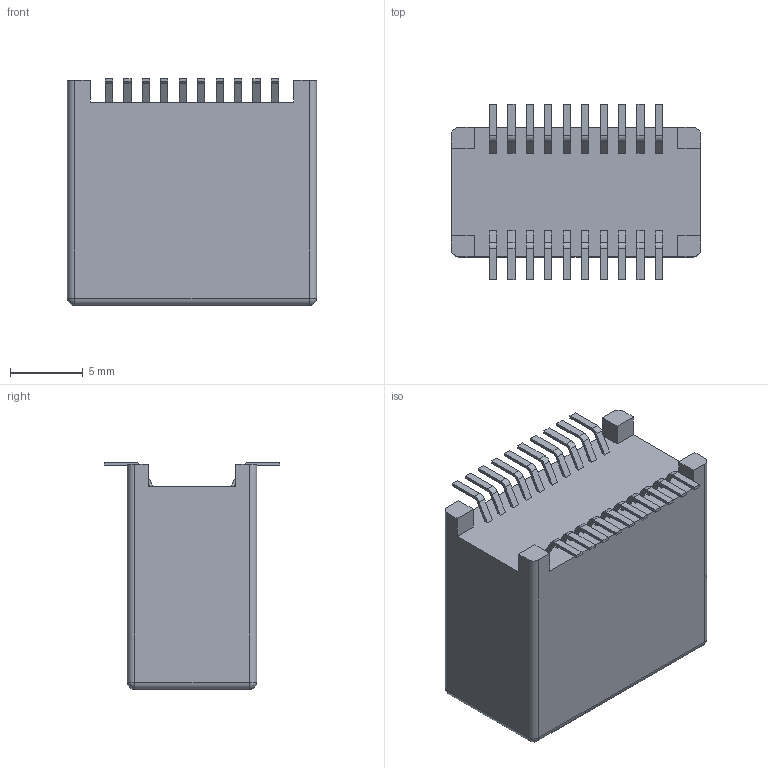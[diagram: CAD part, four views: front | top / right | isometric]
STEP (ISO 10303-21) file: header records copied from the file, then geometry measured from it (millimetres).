
FILE_DESCRIPTION(/* description */ (''),/* implementation_level */ '2;1');
FILE_NAME(/* name */ '1211-20-60.stp',/* time_stamp */ '2014-10-30T10:14:12+01:00',/* author */ ('Larin'),/* organization */ (''),/* preprocessor_version */ 'ST-DEVELOPER v15.2',/* originating_system */ 'Autodesk Inventor 2014',/* authorisation */ '');
FILE_SCHEMA (('AUTOMOTIVE_DESIGN { 1 0 10303 214 3 1 1 }'));
Length unit declared in the file: centimetre
Products named in the file (1): 1211-20-60
Bounding box: 17.15 x 12.1 x 15.62 mm (x, y, z)
Volume: 1965.7 mm3; surface area: 1435.3 mm2
Topology: 1 solids, 1 shells, 279 faces, 696 edges, 456 vertices
Faces by surface type: plane 207, cylinder 68, sphere 4
Entity records: 8235 total; most frequent: CARTESIAN_POINT 1428, DIRECTION 1388, ORIENTED_EDGE 1384, EDGE_CURVE 692, LINE 556, VECTOR 556, VERTEX_POINT 456, AXIS2_PLACEMENT_3D 416
